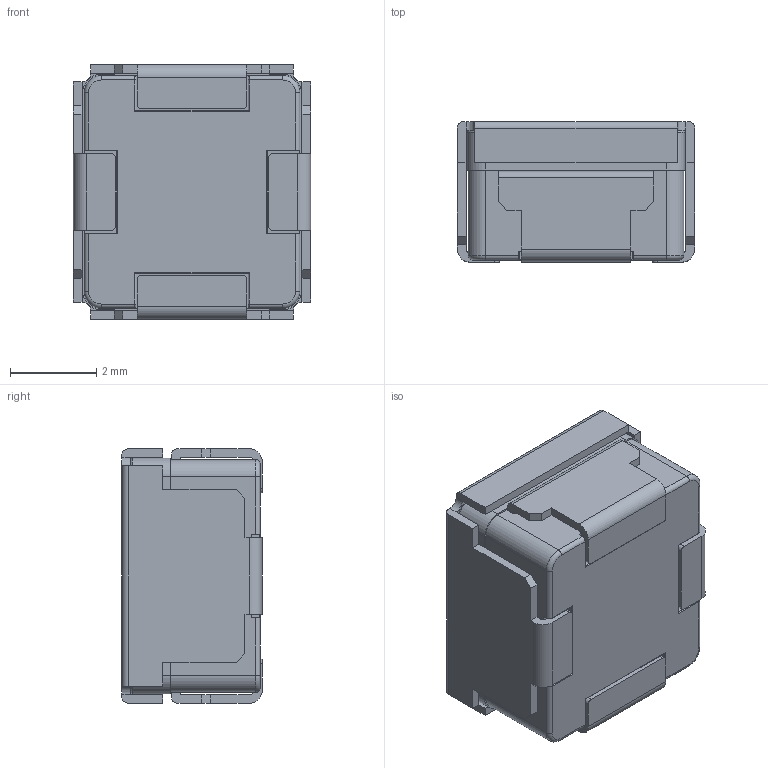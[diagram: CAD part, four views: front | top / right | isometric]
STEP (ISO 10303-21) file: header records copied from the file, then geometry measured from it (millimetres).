
FILE_DESCRIPTION (( 'STEP AP214' ), '1' );
FILE_NAME ('IHLE2020CDER150M5A.STEP', '2024-11-01T08:27:18', ( '' ), ( '' ), 'SwSTEP 2.0', 'SolidWorks 2016', '' );
FILE_SCHEMA (( 'AUTOMOTIVE_DESIGN' ));
Length unit declared in the file: millimetre
Products named in the file (1): IHLE2020CDER150M5A
Bounding box: 5.49 x 3.25 x 5.89 mm (x, y, z)
Volume: 95.7 mm3; surface area: 234.4 mm2
Topology: 1 solids, 1 shells, 195 faces, 508 edges, 320 vertices
Faces by surface type: plane 107, cylinder 72, torus 16
Entity records: 6938 total; most frequent: CARTESIAN_POINT 1048, DIRECTION 1032, ORIENTED_EDGE 1016, EDGE_CURVE 508, LINE 360, VECTOR 360, AXIS2_PLACEMENT_3D 336, VERTEX_POINT 320
